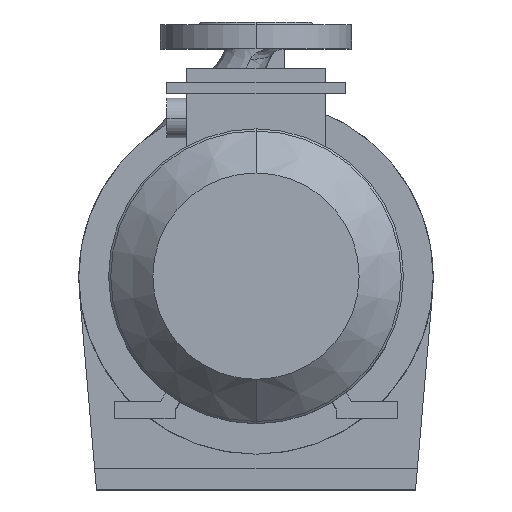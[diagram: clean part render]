
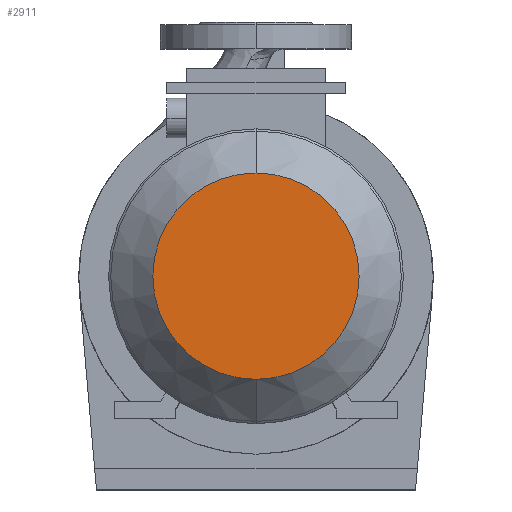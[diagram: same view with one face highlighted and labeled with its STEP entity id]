
A CAD part, top view. The second image highlights one B-rep face of the part: STEP entity #2911.
In plain terms, the highlighted planar face has unit normal (0, 0, 1).
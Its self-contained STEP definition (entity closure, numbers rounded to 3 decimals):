
#59 = EDGE_CURVE ( 'NONE', #11950, #11953, #12349, .T. ) ;
#149 = FACE_OUTER_BOUND ( 'NONE', #11863, .T. ) ;
#718 = AXIS2_PLACEMENT_3D ( 'NONE', #4192, #4193, #4194 ) ;
#2830 = ORIENTED_EDGE ( 'NONE', *, *, #11162, .F. ) ;
#2831 = ORIENTED_EDGE ( 'NONE', *, *, #59, .F. ) ;
#2911 = ADVANCED_FACE ( 'NONE', ( #149 ), #3390, .F. ) ;
#3390 = PLANE ( 'NONE',  #3958 ) ;
#3409 = CARTESIAN_POINT ( 'NONE',  ( 0., 0., 480.6 ) ) ;
#3410 = DIRECTION ( 'NONE',  ( 0., 0., -1. ) ) ;
#3411 = DIRECTION ( 'NONE',  ( 0., -1., 0. ) ) ;
#3958 = AXIS2_PLACEMENT_3D ( 'NONE', #3409, #3410, #3411 ) ;
#4192 = CARTESIAN_POINT ( 'NONE',  ( 0., 0., 480.6 ) ) ;
#4193 = DIRECTION ( 'NONE',  ( 0., 0., -1. ) ) ;
#4194 = DIRECTION ( 'NONE',  ( 0., -1., 0. ) ) ;
#4377 = AXIS2_PLACEMENT_3D ( 'NONE', #10051, #10052, #10053 ) ;
#6880 = CIRCLE ( 'NONE', #4377, 72.765 ) ;
#10051 = CARTESIAN_POINT ( 'NONE',  ( 0., 0., 480.6 ) ) ;
#10052 = DIRECTION ( 'NONE',  ( 0., 0., -1. ) ) ;
#10053 = DIRECTION ( 'NONE',  ( 0., -1., 0. ) ) ;
#10803 = CARTESIAN_POINT ( 'NONE',  ( 0., 72.765, 480.6 ) ) ;
#10806 = CARTESIAN_POINT ( 'NONE',  ( 0., -72.765, 480.6 ) ) ;
#11162 = EDGE_CURVE ( 'NONE', #11953, #11950, #6880, .T. ) ;
#11863 = EDGE_LOOP ( 'NONE', ( #2830, #2831 ) ) ;
#11950 = VERTEX_POINT ( 'NONE', #10803 ) ;
#11953 = VERTEX_POINT ( 'NONE', #10806 ) ;
#12349 = CIRCLE ( 'NONE', #718, 72.765 ) ;
